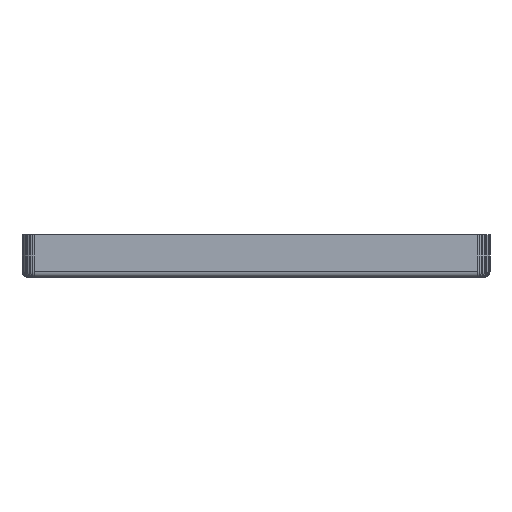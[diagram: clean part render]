
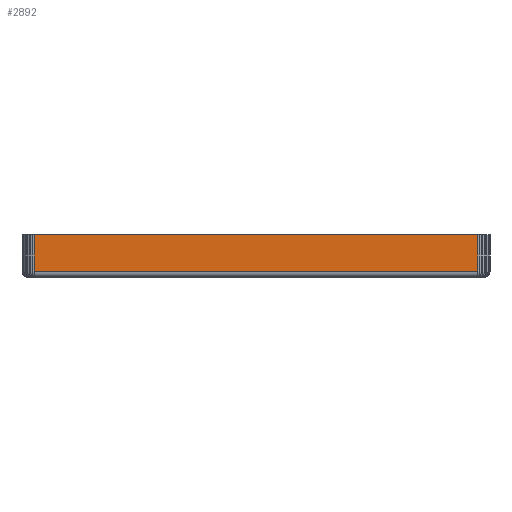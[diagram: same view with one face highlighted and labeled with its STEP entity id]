
A CAD part, left-side view. The second image highlights one B-rep face of the part: STEP entity #2892.
In plain terms, the highlighted planar face has unit normal (-1, 0, 0).
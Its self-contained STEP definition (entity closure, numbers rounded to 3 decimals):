
#122=PLANE('',#3121);
#285=FACE_OUTER_BOUND('',#457,.T.);
#457=EDGE_LOOP('',(#2601,#2602,#2603,#2604));
#533=LINE('',#3961,#877);
#673=LINE('',#4331,#1017);
#827=LINE('',#4680,#1171);
#851=LINE('',#4727,#1195);
#877=VECTOR('',#3161,10.);
#1017=VECTOR('',#3531,10.);
#1171=VECTOR('',#3849,10.);
#1195=VECTOR('',#3875,10.);
#1220=VERTEX_POINT('',#3951);
#1223=VERTEX_POINT('',#3959);
#1338=VERTEX_POINT('',#4330);
#1451=VERTEX_POINT('',#4679);
#1480=EDGE_CURVE('',#1223,#1220,#533,.T.);
#1665=EDGE_CURVE('',#1338,#1220,#673,.T.);
#1835=EDGE_CURVE('',#1338,#1451,#827,.T.);
#1859=EDGE_CURVE('',#1451,#1223,#851,.T.);
#2601=ORIENTED_EDGE('',*,*,#1480,.F.);
#2602=ORIENTED_EDGE('',*,*,#1859,.F.);
#2603=ORIENTED_EDGE('',*,*,#1835,.F.);
#2604=ORIENTED_EDGE('',*,*,#1665,.T.);
#2892=ADVANCED_FACE('',(#285),#122,.T.);
#3121=AXIS2_PLACEMENT_3D('',#4726,#3873,#3874);
#3161=DIRECTION('',(0.,1.,0.));
#3531=DIRECTION('',(0.,0.,-1.));
#3849=DIRECTION('',(0.,-1.,0.));
#3873=DIRECTION('center_axis',(-1.,0.,0.));
#3874=DIRECTION('ref_axis',(0.,1.,0.));
#3875=DIRECTION('',(0.,0.,-1.));
#3951=CARTESIAN_POINT('',(3.,77.2,-1.));
#3959=CARTESIAN_POINT('',(3.,5.,-1.));
#3961=CARTESIAN_POINT('',(3.,23.05,-1.));
#4330=CARTESIAN_POINT('',(3.,77.2,5.));
#4331=CARTESIAN_POINT('',(3.,77.2,0.));
#4679=CARTESIAN_POINT('',(3.,5.,5.));
#4680=CARTESIAN_POINT('',(3.,5.,5.));
#4726=CARTESIAN_POINT('Origin',(3.,5.,0.));
#4727=CARTESIAN_POINT('',(3.,5.,0.));
